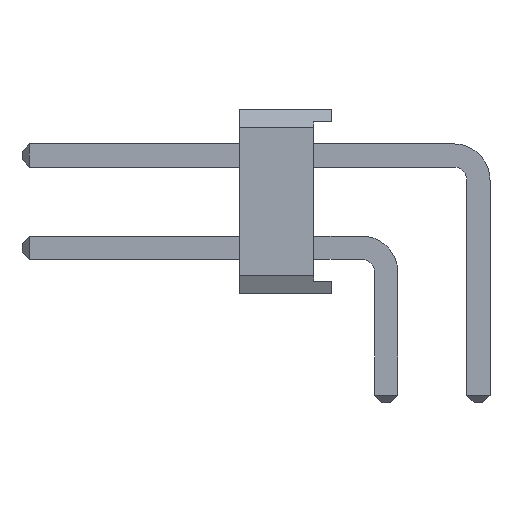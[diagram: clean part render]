
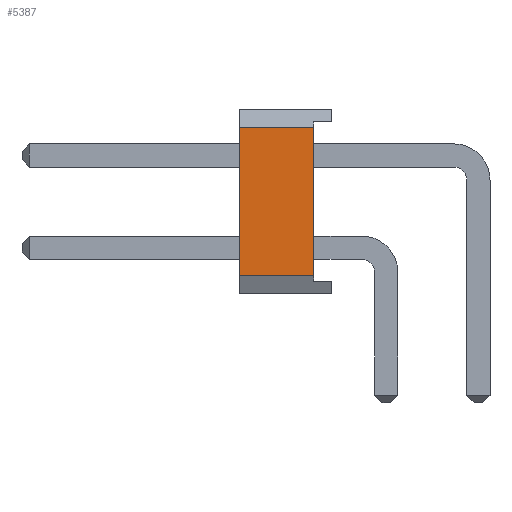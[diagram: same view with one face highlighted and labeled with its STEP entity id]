
A CAD part, left-side view. The second image highlights one B-rep face of the part: STEP entity #5387.
In plain terms, the highlighted planar face has unit normal (-1, 0, 0).
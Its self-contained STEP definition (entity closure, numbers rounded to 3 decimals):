
#119=PLANE('',#5646);
#480=LINE('',#7359,#990);
#481=LINE('',#7362,#991);
#482=LINE('',#7364,#992);
#483=LINE('',#7366,#993);
#990=VECTOR('',#6298,1000.);
#991=VECTOR('',#6299,1000.);
#992=VECTOR('',#6300,1000.);
#993=VECTOR('',#6301,1000.);
#1756=ORIENTED_EDGE('',*,*,#2616,.F.);
#1757=ORIENTED_EDGE('',*,*,#2617,.T.);
#1758=ORIENTED_EDGE('',*,*,#2618,.T.);
#1759=ORIENTED_EDGE('',*,*,#2619,.T.);
#2616=EDGE_CURVE('',#3062,#3063,#480,.T.);
#2617=EDGE_CURVE('',#3062,#3064,#481,.T.);
#2618=EDGE_CURVE('',#3064,#3065,#482,.T.);
#2619=EDGE_CURVE('',#3065,#3063,#483,.T.);
#3062=VERTEX_POINT('',#7360);
#3063=VERTEX_POINT('',#7361);
#3064=VERTEX_POINT('',#7363);
#3065=VERTEX_POINT('',#7365);
#3357=EDGE_LOOP('',(#1756,#1757,#1758,#1759));
#3593=FACE_BOUND('',#3357,.T.);
#5387=ADVANCED_FACE('',(#3593),#119,.T.);
#5646=AXIS2_PLACEMENT_3D('',#7358,#6296,#6297);
#6296=DIRECTION('',(-1.,0.,0.));
#6297=DIRECTION('',(0.,0.,1.));
#6298=DIRECTION('',(0.,0.,1.));
#6299=DIRECTION('',(0.,-1.,0.));
#6300=DIRECTION('',(0.,0.,1.));
#6301=DIRECTION('',(0.,1.,0.));
#7358=CARTESIAN_POINT('',(-5.08,-2.54,-1.27));
#7359=CARTESIAN_POINT('',(-5.08,2.04,-10.589));
#7360=CARTESIAN_POINT('',(-5.08,2.04,-0.77));
#7361=CARTESIAN_POINT('',(-5.08,2.04,1.27));
#7362=CARTESIAN_POINT('',(-5.08,-2.54,-0.77));
#7363=CARTESIAN_POINT('',(-5.08,-2.04,-0.77));
#7364=CARTESIAN_POINT('',(-5.08,-2.04,-10.589));
#7365=CARTESIAN_POINT('',(-5.08,-2.04,1.27));
#7366=CARTESIAN_POINT('',(-5.08,-2.54,1.27));
